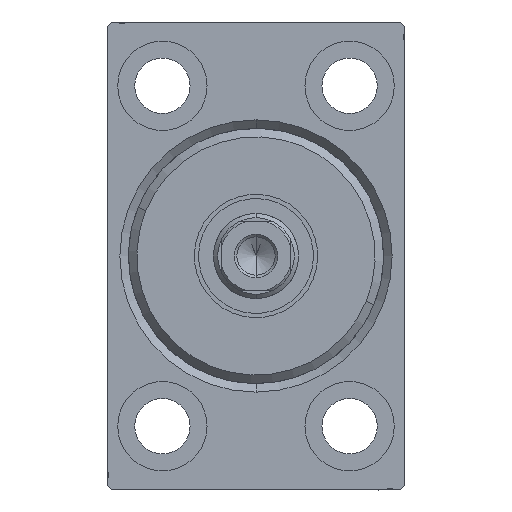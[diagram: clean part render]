
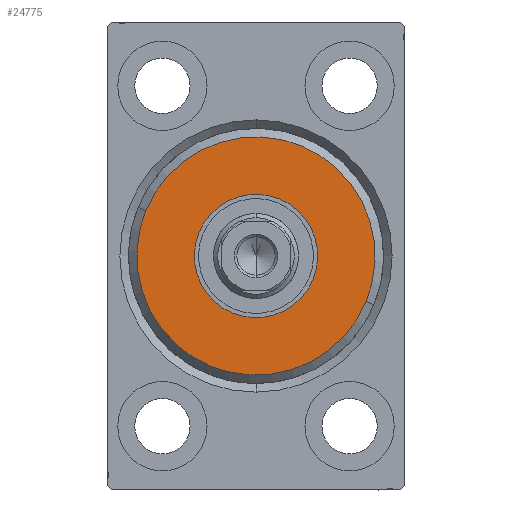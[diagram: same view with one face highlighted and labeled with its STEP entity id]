
A CAD part, left-side view. The second image highlights one B-rep face of the part: STEP entity #24775.
In plain terms, the highlighted face is planar.
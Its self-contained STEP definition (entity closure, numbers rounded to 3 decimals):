
#1740 = CARTESIAN_POINT ( 'NONE',  ( 3., 0., 0. ) ) ;
#3045 = CARTESIAN_POINT ( 'NONE',  ( 3., 0., -14. ) ) ;
#4772 = CARTESIAN_POINT ( 'NONE',  ( 3., 0., 0. ) ) ;
#5007 = VERTEX_POINT ( 'NONE', #14615 ) ;
#5015 = CIRCLE ( 'NONE', #14224, 7.25 ) ;
#6995 = DIRECTION ( 'NONE',  ( 0., 0., -1. ) ) ;
#7099 = AXIS2_PLACEMENT_3D ( 'NONE', #11155, #11821, #34988 ) ;
#7755 = DIRECTION ( 'NONE',  ( 0., 0., -1. ) ) ;
#7973 = ORIENTED_EDGE ( 'NONE', *, *, #40883, .T. ) ;
#9260 = ORIENTED_EDGE ( 'NONE', *, *, #42075, .F. ) ;
#11034 = VERTEX_POINT ( 'NONE', #14556 ) ;
#11155 = CARTESIAN_POINT ( 'NONE',  ( 3., 0., 0. ) ) ;
#11821 = DIRECTION ( 'NONE',  ( 1., 0., 0. ) ) ;
#12099 = DIRECTION ( 'NONE',  ( 0., 0., -1. ) ) ;
#12537 = DIRECTION ( 'NONE',  ( 1., 0., 0. ) ) ;
#13404 = CARTESIAN_POINT ( 'NONE',  ( 3., 0., 7.25 ) ) ;
#13821 = ORIENTED_EDGE ( 'NONE', *, *, #34286, .T. ) ;
#14224 = AXIS2_PLACEMENT_3D ( 'NONE', #26343, #12537, #40380 ) ;
#14556 = CARTESIAN_POINT ( 'NONE',  ( 3., 0., -7.25 ) ) ;
#14615 = CARTESIAN_POINT ( 'NONE',  ( 3., 0., 14. ) ) ;
#15007 = FACE_OUTER_BOUND ( 'NONE', #32895, .T. ) ;
#15322 = DIRECTION ( 'NONE',  ( 1., 0., 0. ) ) ;
#17028 = CARTESIAN_POINT ( 'NONE',  ( 3., 0., 0. ) ) ;
#24775 = ADVANCED_FACE ( 'NONE', ( #15007, #29037 ), #42622, .T. ) ;
#26343 = CARTESIAN_POINT ( 'NONE',  ( 3., 0., 0. ) ) ;
#29037 = FACE_BOUND ( 'NONE', #41343, .T. ) ;
#30447 = CIRCLE ( 'NONE', #34007, 7.25 ) ;
#31554 = VERTEX_POINT ( 'NONE', #13404 ) ;
#32022 = EDGE_CURVE ( 'NONE', #31554, #11034, #30447, .T. ) ;
#32536 = AXIS2_PLACEMENT_3D ( 'NONE', #1740, #15322, #7755 ) ;
#32895 = EDGE_LOOP ( 'NONE', ( #7973, #13821 ) ) ;
#34007 = AXIS2_PLACEMENT_3D ( 'NONE', #17028, #43383, #6995 ) ;
#34286 = EDGE_CURVE ( 'NONE', #35053, #5007, #39639, .T. ) ;
#34988 = DIRECTION ( 'NONE',  ( 0., 0., -1. ) ) ;
#35053 = VERTEX_POINT ( 'NONE', #3045 ) ;
#35497 = DIRECTION ( 'NONE',  ( 1., 0., 0. ) ) ;
#35960 = AXIS2_PLACEMENT_3D ( 'NONE', #4772, #35497, #12099 ) ;
#39639 = CIRCLE ( 'NONE', #32536, 14. ) ;
#39824 = CIRCLE ( 'NONE', #7099, 14. ) ;
#40380 = DIRECTION ( 'NONE',  ( 0., 0., -1. ) ) ;
#40883 = EDGE_CURVE ( 'NONE', #5007, #35053, #39824, .T. ) ;
#41185 = ORIENTED_EDGE ( 'NONE', *, *, #32022, .F. ) ;
#41343 = EDGE_LOOP ( 'NONE', ( #9260, #41185 ) ) ;
#42075 = EDGE_CURVE ( 'NONE', #11034, #31554, #5015, .T. ) ;
#42622 = PLANE ( 'NONE',  #35960 ) ;
#43383 = DIRECTION ( 'NONE',  ( 1., 0., 0. ) ) ;
